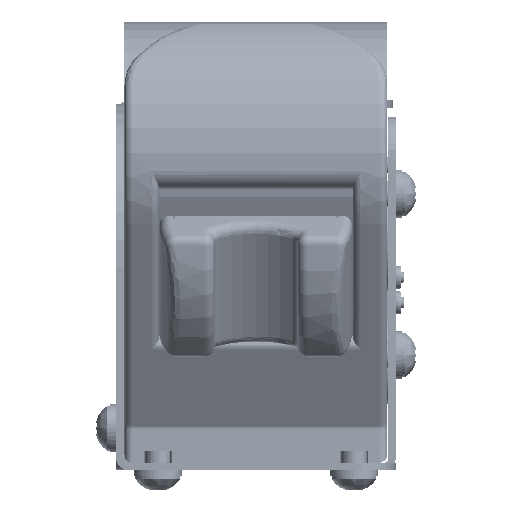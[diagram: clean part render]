
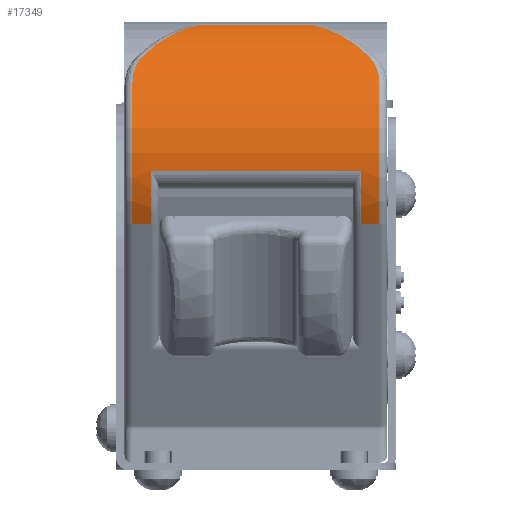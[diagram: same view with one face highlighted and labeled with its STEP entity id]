
A CAD part, left-side view. The second image highlights one B-rep face of the part: STEP entity #17349.
In plain terms, the highlighted cylindrical face has radius 44.45 mm (diameter 88.9 mm), a partial arc.
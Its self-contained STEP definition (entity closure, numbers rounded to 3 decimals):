
#9986=CARTESIAN_POINT('',(-136.293,-43.414,
-17.695));
#9987=CARTESIAN_POINT('',(-136.144,-43.712,
-18.377));
#9988=CARTESIAN_POINT('',(-135.789,-44.402,
-19.795));
#9989=CARTESIAN_POINT('',(-135.054,-45.734,
-22.071));
#9990=CARTESIAN_POINT('',(-134.068,-47.369,
-24.503));
#9991=CARTESIAN_POINT('',(-132.758,-49.324,
-27.116));
#9992=CARTESIAN_POINT('',(-131.04,-51.592,
-29.9));
#9993=CARTESIAN_POINT('',(-128.868,-54.072,
-32.747));
#9994=CARTESIAN_POINT('',(-127.252,-55.655,
-34.475));
#9995=CARTESIAN_POINT('',(-126.387,-56.437,
-35.313));
#9997=DIRECTION('',(0.,0.,-1.));
#9998=VECTOR('',#9997,35.39);
#9999=CARTESIAN_POINT('',(-136.293,-43.414,
17.695));
#10000=LINE('',#9999,#9998);
#10001=CARTESIAN_POINT('',(-136.293,-43.414,
17.695));
#10002=CARTESIAN_POINT('',(-136.144,-43.712,
18.377));
#10003=CARTESIAN_POINT('',(-135.789,-44.402,
19.795));
#10004=CARTESIAN_POINT('',(-135.054,-45.734,
22.071));
#10005=CARTESIAN_POINT('',(-134.068,-47.368,
24.503));
#10006=CARTESIAN_POINT('',(-132.758,-49.323,
27.116));
#10007=CARTESIAN_POINT('',(-131.041,-51.591,
29.899));
#10008=CARTESIAN_POINT('',(-128.868,-54.072,
32.747));
#10009=CARTESIAN_POINT('',(-127.252,-55.655,
34.475));
#10010=CARTESIAN_POINT('',(-126.387,-56.437,
35.313));
#10012=CARTESIAN_POINT('',(-126.387,-56.437,
35.313));
#10013=CARTESIAN_POINT('',(-126.054,-56.739,
35.637));
#10014=CARTESIAN_POINT('',(-125.346,-57.361,
36.239));
#10015=CARTESIAN_POINT('',(-124.141,-58.351,
37.017));
#10016=CARTESIAN_POINT('',(-122.832,-59.347,
37.636));
#10017=CARTESIAN_POINT('',(-121.455,-60.317,
38.08));
#10018=CARTESIAN_POINT('',(-120.043,-61.232,
38.343));
#10019=CARTESIAN_POINT('',(-119.109,-61.788,
38.4));
#10020=CARTESIAN_POINT('',(-118.642,-62.056,38.4));
#10022=CARTESIAN_POINT('',(-96.566,-23.475,38.4));
#10023=DIRECTION('',(0.,0.,1.));
#10024=DIRECTION('',(-0.497,-0.868,0.));
#10025=AXIS2_PLACEMENT_3D('',#10022,#10023,#10024);
#10027=CARTESIAN_POINT('',(-96.566,-23.475,32.765));
#10028=DIRECTION('',(0.,0.,1.));
#10029=DIRECTION('',(0.13,-0.992,0.));
#10030=AXIS2_PLACEMENT_3D('',#10027,#10028,#10029);
#10032=CARTESIAN_POINT('',(-96.566,-23.475,-32.765));
#10033=DIRECTION('',(0.,0.,-1.));
#10034=DIRECTION('',(0.5,-0.866,0.));
#10035=AXIS2_PLACEMENT_3D('',#10032,#10033,#10034);
#10037=CARTESIAN_POINT('',(-96.566,-23.475,-38.4));
#10038=DIRECTION('',(0.,0.,1.));
#10039=DIRECTION('',(-0.497,-0.868,0.));
#10040=AXIS2_PLACEMENT_3D('',#10037,#10038,#10039);
#10042=CARTESIAN_POINT('',(-126.387,-56.437,
-35.313));
#10043=CARTESIAN_POINT('',(-126.054,-56.739,
-35.637));
#10044=CARTESIAN_POINT('',(-125.346,-57.36,
-36.238));
#10045=CARTESIAN_POINT('',(-124.141,-58.35,
-37.017));
#10046=CARTESIAN_POINT('',(-122.833,-59.347,
-37.635));
#10047=CARTESIAN_POINT('',(-121.455,-60.316,
-38.08));
#10048=CARTESIAN_POINT('',(-120.043,-61.231,
-38.343));
#10049=CARTESIAN_POINT('',(-119.109,-61.788,
-38.4));
#10050=CARTESIAN_POINT('',(-118.642,-62.056,-38.4));
#11736=DIRECTION('',(0.,0.,1.));
#11737=VECTOR('',#11736,5.635);
#11738=CARTESIAN_POINT('',(-74.341,-61.97,-38.4));
#11739=LINE('',#11738,#11737);
#11752=DIRECTION('',(0.,0.,1.));
#11753=VECTOR('',#11752,5.635);
#11754=CARTESIAN_POINT('',(-74.341,-61.97,32.765));
#11755=LINE('',#11754,#11753);
#11813=DIRECTION('',(0.,0.,1.));
#11814=VECTOR('',#11813,65.53);
#11815=CARTESIAN_POINT('',(-90.783,-67.547,-32.765));
#11816=LINE('',#11815,#11814);
#13736=CARTESIAN_POINT('',(-74.341,-61.97,-32.765));
#13737=CARTESIAN_POINT('',(-90.783,-67.547,-32.765));
#13738=VERTEX_POINT('',#13736);
#13739=VERTEX_POINT('',#13737);
#13748=CARTESIAN_POINT('',(-90.783,-67.547,32.765));
#13749=CARTESIAN_POINT('',(-74.341,-61.97,32.765));
#13750=VERTEX_POINT('',#13748);
#13751=VERTEX_POINT('',#13749);
#14274=VERTEX_POINT('',#9986);
#14275=VERTEX_POINT('',#9995);
#14278=VERTEX_POINT('',#10050);
#14280=CARTESIAN_POINT('',(-74.341,-61.97,-38.4));
#14281=VERTEX_POINT('',#14280);
#14302=VERTEX_POINT('',#10001);
#14303=VERTEX_POINT('',#10010);
#14305=VERTEX_POINT('',#10020);
#14308=CARTESIAN_POINT('',(-74.341,-61.97,38.4));
#14309=VERTEX_POINT('',#14308);
#17319=CARTESIAN_POINT('',(-96.566,-23.475,-40.9));
#17320=DIRECTION('',(0.,0.,1.));
#17321=DIRECTION('',(1.,0.,0.));
#17322=AXIS2_PLACEMENT_3D('',#17319,#17320,#17321);
#17323=CYLINDRICAL_SURFACE('',#17322,44.45);
#17325=ORIENTED_EDGE('',*,*,#17324,.F.);
#17327=ORIENTED_EDGE('',*,*,#17326,.F.);
#17329=ORIENTED_EDGE('',*,*,#17328,.T.);
#17331=ORIENTED_EDGE('',*,*,#17330,.T.);
#17333=ORIENTED_EDGE('',*,*,#17332,.T.);
#17335=ORIENTED_EDGE('',*,*,#17334,.F.);
#17337=ORIENTED_EDGE('',*,*,#17336,.F.);
#17339=ORIENTED_EDGE('',*,*,#17338,.F.);
#17341=ORIENTED_EDGE('',*,*,#17340,.F.);
#17343=ORIENTED_EDGE('',*,*,#17342,.F.);
#17345=ORIENTED_EDGE('',*,*,#17344,.F.);
#17346=ORIENTED_EDGE('',*,*,#17309,.F.);
#17347=EDGE_LOOP('',(#17325,#17327,#17329,#17331,#17333,#17335,#17337,#17339,
#17341,#17343,#17345,#17346));
#17348=FACE_OUTER_BOUND('',#17347,.F.);
#17349=ADVANCED_FACE('',(#17348),#17323,.T.);
#9996=B_SPLINE_CURVE_WITH_KNOTS('',3,(#9986,#9987,#9988,#9989,#9990,#9991,#9992,
#9993,#9994,#9995),.UNSPECIFIED.,.F.,.F.,(4,1,1,1,1,1,1,4),(0.,
0.143,0.286,0.429,0.571,
0.714,0.857,1.),.UNSPECIFIED.);
#10011=B_SPLINE_CURVE_WITH_KNOTS('',3,(#10001,#10002,#10003,#10004,#10005,
#10006,#10007,#10008,#10009,#10010),.UNSPECIFIED.,.F.,.F.,(4,1,1,1,1,1,1,4),(
0.,0.143,0.286,0.429,0.571,
0.714,0.857,1.),.UNSPECIFIED.);
#10021=B_SPLINE_CURVE_WITH_KNOTS('',3,(#10012,#10013,#10014,#10015,#10016,
#10017,#10018,#10019,#10020),.UNSPECIFIED.,.F.,.F.,(4,1,1,1,1,1,4),(0.,
0.167,0.333,0.5,0.667,0.833,
1.),.UNSPECIFIED.);
#10026=CIRCLE('',#10025,44.45);
#10031=CIRCLE('',#10030,44.45);
#10036=CIRCLE('',#10035,44.45);
#10041=CIRCLE('',#10040,44.45);
#10051=B_SPLINE_CURVE_WITH_KNOTS('',3,(#10042,#10043,#10044,#10045,#10046,
#10047,#10048,#10049,#10050),.UNSPECIFIED.,.F.,.F.,(4,1,1,1,1,1,4),(0.,
0.167,0.333,0.5,0.667,0.833,
1.),.UNSPECIFIED.);
#17309=EDGE_CURVE('',#14275,#14278,#10051,.T.);
#17324=EDGE_CURVE('',#14274,#14275,#9996,.T.);
#17326=EDGE_CURVE('',#14302,#14274,#10000,.T.);
#17328=EDGE_CURVE('',#14302,#14303,#10011,.T.);
#17330=EDGE_CURVE('',#14303,#14305,#10021,.T.);
#17332=EDGE_CURVE('',#14305,#14309,#10026,.T.);
#17334=EDGE_CURVE('',#13751,#14309,#11755,.T.);
#17336=EDGE_CURVE('',#13750,#13751,#10031,.T.);
#17338=EDGE_CURVE('',#13739,#13750,#11816,.T.);
#17340=EDGE_CURVE('',#13738,#13739,#10036,.T.);
#17342=EDGE_CURVE('',#14281,#13738,#11739,.T.);
#17344=EDGE_CURVE('',#14278,#14281,#10041,.T.);
